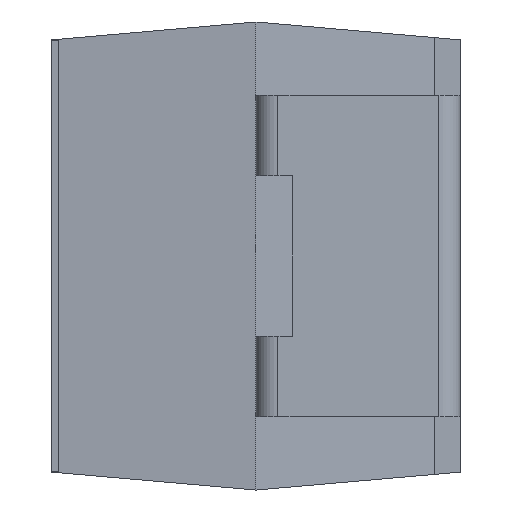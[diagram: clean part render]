
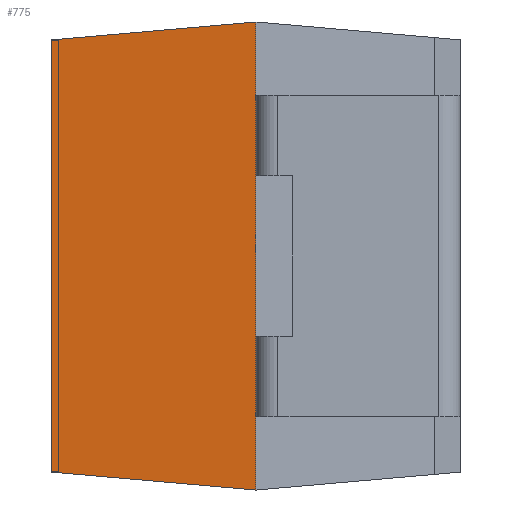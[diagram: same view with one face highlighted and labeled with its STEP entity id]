
A CAD part, left-side view. The second image highlights one B-rep face of the part: STEP entity #775.
In plain terms, the highlighted planar face has unit normal (-0.996, 0.087, 0).
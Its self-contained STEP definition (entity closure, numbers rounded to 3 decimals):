
#31 = ORIENTED_EDGE ( 'NONE', *, *, #1647, .T. ) ;
#133 = VERTEX_POINT ( 'NONE', #715 ) ;
#152 = VECTOR ( 'NONE', #1509, 1000. ) ;
#188 = ORIENTED_EDGE ( 'NONE', *, *, #452, .F. ) ;
#191 = ORIENTED_EDGE ( 'NONE', *, *, #275, .F. ) ;
#219 = CARTESIAN_POINT ( 'NONE',  ( -2.796, 1.676, -1.576 ) ) ;
#264 = VECTOR ( 'NONE', #1431, 1000. ) ;
#275 = EDGE_CURVE ( 'NONE', #1560, #1082, #917, .T. ) ;
#311 = VERTEX_POINT ( 'NONE', #378 ) ;
#378 = CARTESIAN_POINT ( 'NONE',  ( -2.82, 1.4, -1.6 ) ) ;
#452 = EDGE_CURVE ( 'NONE', #133, #1560, #526, .T. ) ;
#485 = ORIENTED_EDGE ( 'NONE', *, *, #1081, .T. ) ;
#526 = LINE ( 'NONE', #1055, #152 ) ;
#568 = LINE ( 'NONE', #219, #662 ) ;
#633 = DIRECTION ( 'NONE',  ( -0.087, -0.992, -0.087 ) ) ;
#662 = VECTOR ( 'NONE', #633, 1000. ) ;
#715 = CARTESIAN_POINT ( 'NONE',  ( -2.698, 2.8, -1.478 ) ) ;
#775 = ADVANCED_FACE ( 'NONE', ( #1857 ), #1484, .T. ) ;
#782 = CARTESIAN_POINT ( 'NONE',  ( -2.698, 2.8, 1.478 ) ) ;
#807 = LINE ( 'NONE', #1561, #1625 ) ;
#917 = LINE ( 'NONE', #1871, #264 ) ;
#968 = DIRECTION ( 'NONE',  ( 0., 0., 1. ) ) ;
#1053 = DIRECTION ( 'NONE',  ( -0.087, -0.996, 0. ) ) ;
#1055 = CARTESIAN_POINT ( 'NONE',  ( -2.698, 2.8, 1.6 ) ) ;
#1059 = EDGE_LOOP ( 'NONE', ( #188, #31, #485, #191 ) ) ;
#1081 = EDGE_CURVE ( 'NONE', #311, #1082, #807, .T. ) ;
#1082 = VERTEX_POINT ( 'NONE', #1425 ) ;
#1198 = CARTESIAN_POINT ( 'NONE',  ( -2.82, 1.4, 1.6 ) ) ;
#1425 = CARTESIAN_POINT ( 'NONE',  ( -2.82, 1.4, 1.6 ) ) ;
#1431 = DIRECTION ( 'NONE',  ( -0.087, -0.992, 0.087 ) ) ;
#1484 = PLANE ( 'NONE',  #1820 ) ;
#1509 = DIRECTION ( 'NONE',  ( 0., 0., 1. ) ) ;
#1560 = VERTEX_POINT ( 'NONE', #782 ) ;
#1561 = CARTESIAN_POINT ( 'NONE',  ( -2.82, 1.4, 1.6 ) ) ;
#1625 = VECTOR ( 'NONE', #968, 1000. ) ;
#1647 = EDGE_CURVE ( 'NONE', #133, #311, #568, .T. ) ;
#1651 = DIRECTION ( 'NONE',  ( -0.996, 0.087, 0. ) ) ;
#1820 = AXIS2_PLACEMENT_3D ( 'NONE', #1198, #1651, #1053 ) ;
#1857 = FACE_OUTER_BOUND ( 'NONE', #1059, .T. ) ;
#1871 = CARTESIAN_POINT ( 'NONE',  ( -2.82, 1.4, 1.6 ) ) ;
